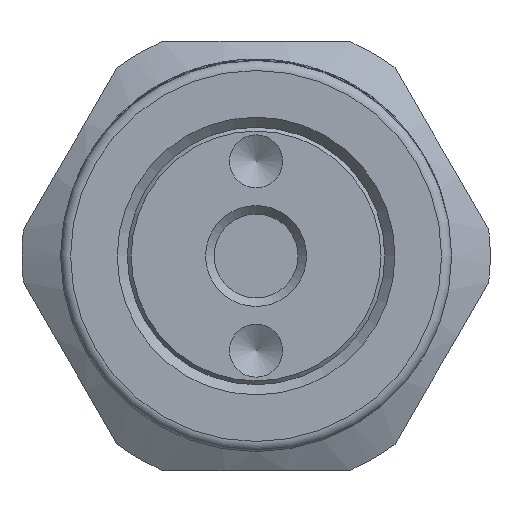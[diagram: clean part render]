
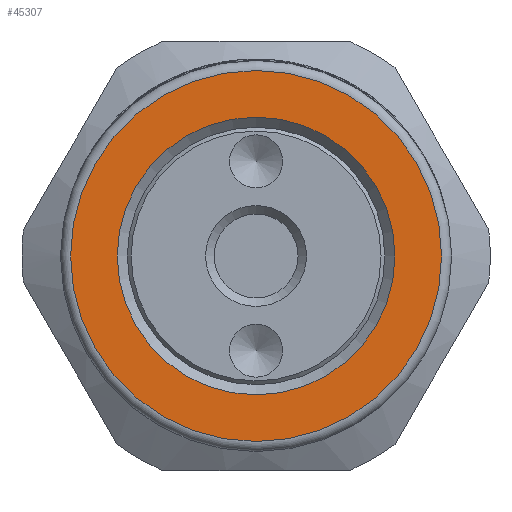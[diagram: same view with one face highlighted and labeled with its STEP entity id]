
A CAD part, left-side view. The second image highlights one B-rep face of the part: STEP entity #45307.
In plain terms, the highlighted planar face has unit normal (-1, 0, 0).
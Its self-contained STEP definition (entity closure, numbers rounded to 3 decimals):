
#45273=CARTESIAN_POINT('',(-81.0,14.7,0.0));
#45274=VERTEX_POINT('',#45273);
#45275=CARTESIAN_POINT('',(-81.0,0.0,0.0));
#45276=DIRECTION('',(1.0,0.0,0.0));
#45277=DIRECTION('',(0.0,-1.0,0.0));
#45278=AXIS2_PLACEMENT_3D('',#45275,#45276,#45277);
#45279=CIRCLE('',#45278,14.7);
#45280=EDGE_CURVE('',#45274,#45274,#45279,.T.);
#45288=CARTESIAN_POINT('',(-81.0,10.875,0.0));
#45289=DIRECTION('',(-1.0,0.0,0.0));
#45290=DIRECTION('',(0.0,0.0,1.0));
#45291=AXIS2_PLACEMENT_3D('',#45288,#45289,#45290);
#45292=PLANE('',#45291);
#45293=ORIENTED_EDGE('',*,*,#45280,.F.);
#45294=EDGE_LOOP('',(#45293));
#45295=FACE_OUTER_BOUND('',#45294,.T.);
#45296=CARTESIAN_POINT('',(-81.0,-11.0,0.0));
#45297=VERTEX_POINT('',#45296);
#45298=CARTESIAN_POINT('',(-81.0,0.0,0.0));
#45299=DIRECTION('',(1.0,0.0,0.0));
#45300=DIRECTION('',(0.0,-1.0,0.0));
#45301=AXIS2_PLACEMENT_3D('',#45298,#45299,#45300);
#45302=CIRCLE('',#45301,11.);
#45303=EDGE_CURVE('',#45297,#45297,#45302,.T.);
#45304=ORIENTED_EDGE('',*,*,#45303,.T.);
#45305=EDGE_LOOP('',(#45304));
#45306=FACE_BOUND('',#45305,.T.);
#45307=ADVANCED_FACE('',(#45295,#45306),#45292,.T.);
